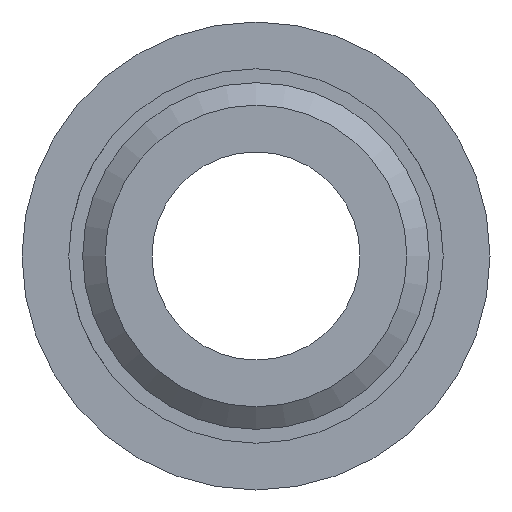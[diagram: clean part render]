
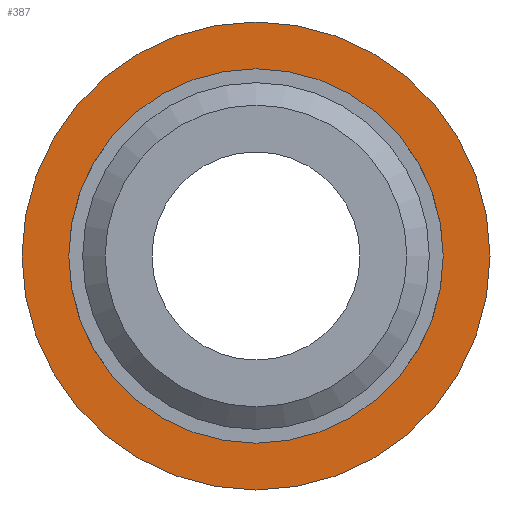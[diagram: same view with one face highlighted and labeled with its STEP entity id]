
A CAD part, left-side view. The second image highlights one B-rep face of the part: STEP entity #387.
In plain terms, the highlighted planar face has unit normal (-1, 0, 0).
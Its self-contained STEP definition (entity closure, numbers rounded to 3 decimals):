
#296=CARTESIAN_POINT('',(32.0,-9.,0.0));
#297=VERTEX_POINT('',#296);
#298=CARTESIAN_POINT('',(32.0,0.0,0.0));
#299=DIRECTION('',(-1.0,0.0,0.0));
#300=DIRECTION('',(0.0,-1.0,0.0));
#301=AXIS2_PLACEMENT_3D('',#298,#299,#300);
#302=CIRCLE('',#301,9.);
#303=EDGE_CURVE('',#297,#297,#302,.T.);
#361=CARTESIAN_POINT('',(32.0,-11.25,0.0));
#362=VERTEX_POINT('',#361);
#363=CARTESIAN_POINT('',(32.0,0.0,0.0));
#364=DIRECTION('',(-1.0,0.0,0.0));
#365=DIRECTION('',(0.0,-1.0,0.0));
#366=AXIS2_PLACEMENT_3D('',#363,#364,#365);
#367=CIRCLE('',#366,11.25);
#368=EDGE_CURVE('',#362,#362,#367,.T.);
#376=CARTESIAN_POINT('',(32.0,-10.125,0.0));
#377=DIRECTION('',(-1.0,0.0,0.0));
#378=DIRECTION('',(0.0,0.0,1.0));
#379=AXIS2_PLACEMENT_3D('',#376,#377,#378);
#380=PLANE('',#379);
#381=ORIENTED_EDGE('',*,*,#368,.T.);
#382=EDGE_LOOP('',(#381));
#383=FACE_OUTER_BOUND('',#382,.T.);
#384=ORIENTED_EDGE('',*,*,#303,.F.);
#385=EDGE_LOOP('',(#384));
#386=FACE_BOUND('',#385,.T.);
#387=ADVANCED_FACE('',(#383,#386),#380,.T.);
